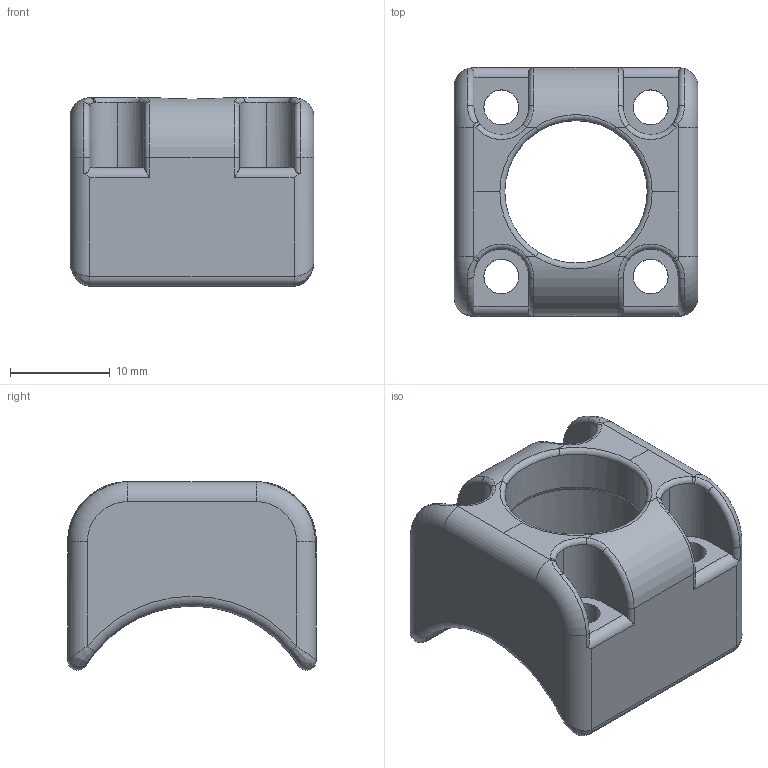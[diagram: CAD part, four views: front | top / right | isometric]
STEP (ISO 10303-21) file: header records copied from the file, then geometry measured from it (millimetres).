
FILE_DESCRIPTION(('CATIA V5 STEP Exchange'),'2;1');
FILE_NAME('BOSCHUNG_SM_V2_NOZZLE_HOLDER.stp','2023-11-15T21:14:06+00:00',('none'),('none'),'CATIA Unofficial Packaging Version SP3','CATIA V5 STEP AP203','none');
FILE_SCHEMA(('CONFIG_CONTROL_DESIGN'));
Length unit declared in the file: millimetre
Products named in the file (1): BOSCHUNG_SM_V2_NOZZLE_HOLDER
Bounding box: 24.5 x 25 x 18.93 mm (x, y, z)
Volume: 4989.8 mm3; surface area: 3596.4 mm2
Topology: 1 solids, 1 shells, 113 faces, 290 edges, 178 vertices
Faces by surface type: cylinder 48, torus 24, plane 21, bspline 20
Entity records: 5109 total; most frequent: CARTESIAN_POINT 2642, ORIENTED_EDGE 580, DIRECTION 352, EDGE_CURVE 290, AXIS2_PLACEMENT_3D 195, VERTEX_POINT 178, CIRCLE 124, EDGE_LOOP 122
